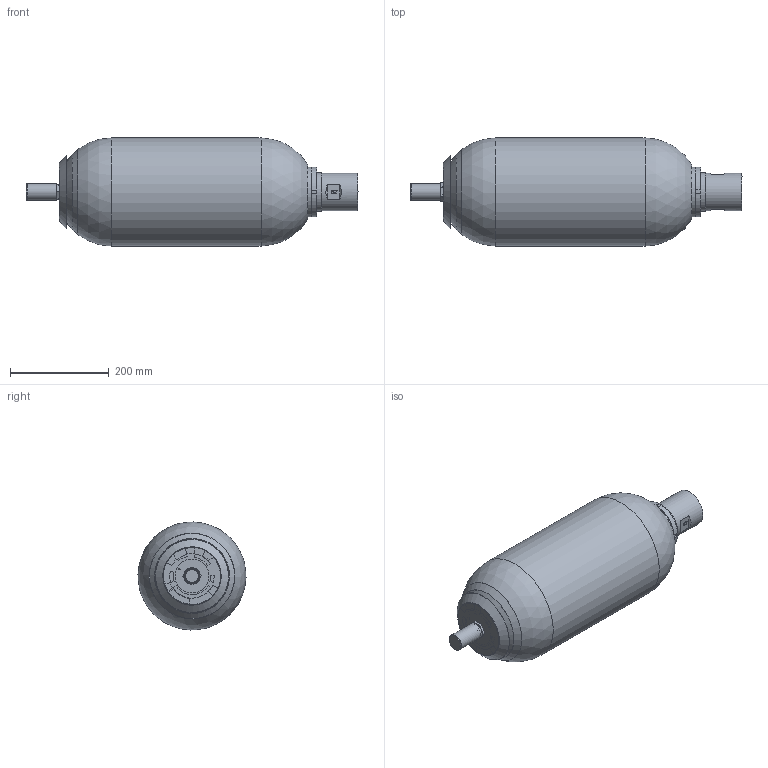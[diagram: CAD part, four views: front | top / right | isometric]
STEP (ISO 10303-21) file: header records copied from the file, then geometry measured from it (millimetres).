
FILE_DESCRIPTION(/* description */ ('Unknown'),/* implementation_level */ '2;1');
FILE_NAME(/* name */ 'HENNLICH S-10008__HBS 12L-330-90',/* time_stamp */ '2018-12-04T09:37:33+01:00',/* author */ ('Unknown'),/* organization */ ('Unknown'),/* preprocessor_version */ 'ST-DEVELOPER v16.7',/* originating_system */ 'DEX',/* authorisation */ $);
FILE_SCHEMA (('AUTOMOTIVE_DESIGN {1 0 10303 214 3 1 1}'));
Length unit declared in the file: millimetre
Products named in the file (10): HENNLICH S-10008__HBS 12L-330-90; HOV-M-200 - Nutmutter M79x2; HOV-Z-200 Distanzring 2 Zoll; HBS-T-219-001 Typenschild HBSø219; HGV-M+S Haltemutter+Schutzrohr mit Plastikkappe; HGV-S-001+2 Schutzrohr zu 7_8-14UNF; HGV-M-001+2 Haltemutter 7_8-14UNF-M31x1; HGV-S-003 Plastikkappe Schutzrohr HGV 7_8-14UNF; HBS-K-120-EA090-000__Körper 12L - 330 bar - EN; HOV-K-200-A-002-KV Ölventilkörper 2Zoll Standard - Kundenversion
Assembly tree (9 placements, depth 3):
  HENNLICH S-10008__HBS 12L-330-90
    HOV-M-200 - Nutmutter M79x2
    HOV-Z-200 Distanzring 2 Zoll
    HBS-T-219-001 Typenschild HBSø219
    HGV-M+S Haltemutter+Schutzrohr mit Plastikkappe
      HGV-S-001+2 Schutzrohr zu 7_8-14UNF
      HGV-M-001+2 Haltemutter 7_8-14UNF-M31x1
      HGV-S-003 Plastikkappe Schutzrohr HGV 7_8-14UNF
    HBS-K-120-EA090-000__Körper 12L - 330 bar - EN
    HOV-K-200-A-002-KV Ölventilkörper 2Zoll Standard - Kundenversion
Bounding box: 672.75 x 219.02 x 219.02 mm (x, y, z)
Volume: 3885117.6 mm3; surface area: 801561 mm2
Topology: 9 solids, 9 shells, 270 faces, 636 edges, 413 vertices
Faces by surface type: plane 135, cylinder 62, cone 39, torus 24, sphere 6, bspline 4
Full cylindrical faces by diameter (mm): 2.75 x1, 20 x1, 20.262 x1, 22.5 x2, 26 x1, 28.5 x1, 29.58 x1, 29.9 x1, 29.917 x2, 31 x1, 33.7 x2, 54 x1, 56.656 x1, 60 x1, 76 x2, 76.835 x1, 79 x1, 79.4 x1, 80 x2, 88.4 x1, 88.8 x1, 88.95 x1, 101 x1, 202.4 x1, 219.1 x1
Entity records: 9269 total; most frequent: CARTESIAN_POINT 1626, DIRECTION 1226, ORIENTED_EDGE 1036, EDGE_CURVE 518, AXIS2_PLACEMENT_3D 468, EDGE_LOOP 400, FACE_BOUND 400, VERTEX_POINT 380
